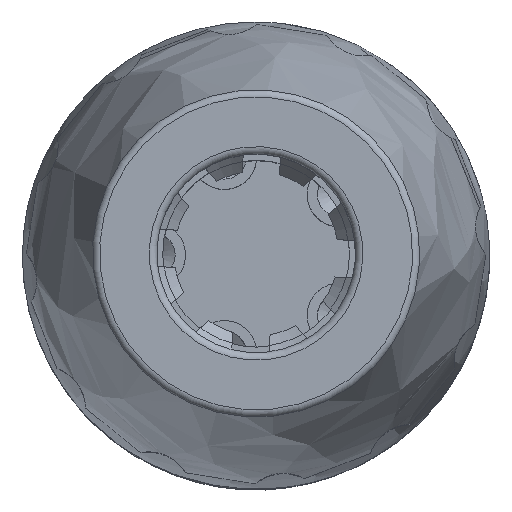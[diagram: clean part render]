
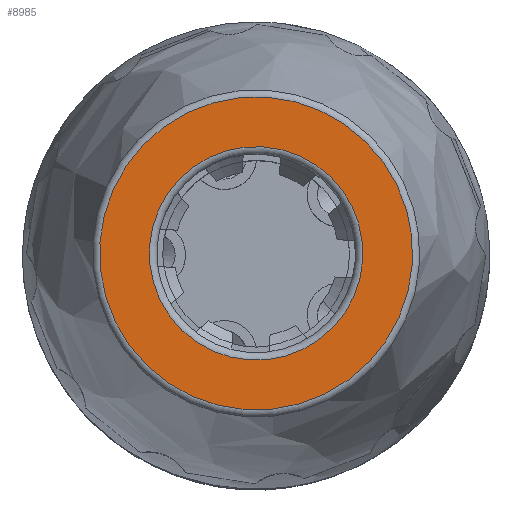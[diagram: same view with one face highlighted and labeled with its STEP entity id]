
A CAD part, top view. The second image highlights one B-rep face of the part: STEP entity #8985.
In plain terms, the highlighted planar face has unit normal (0, 0, 1).
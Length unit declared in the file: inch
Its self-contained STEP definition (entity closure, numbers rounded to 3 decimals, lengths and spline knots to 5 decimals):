
#434=FACE_BOUND('',#1269,.T.);
#496=PLANE('',#9718);
#730=FACE_OUTER_BOUND('',#1268,.T.);
#1268=EDGE_LOOP('',(#6027,#6028));
#1269=EDGE_LOOP('',(#6029,#6030));
#1865=CIRCLE('',#9712,0.14287);
#1866=CIRCLE('',#9713,0.14287);
#1870=CIRCLE('',#9719,0.20942);
#1871=CIRCLE('',#9720,0.20942);
#3637=VERTEX_POINT('',#13068);
#3638=VERTEX_POINT('',#13070);
#3641=VERTEX_POINT('',#13081);
#3642=VERTEX_POINT('',#13082);
#4592=EDGE_CURVE('',#3637,#3638,#1865,.T.);
#4593=EDGE_CURVE('',#3638,#3637,#1866,.T.);
#4598=EDGE_CURVE('',#3641,#3642,#1870,.T.);
#4599=EDGE_CURVE('',#3642,#3641,#1871,.T.);
#6027=ORIENTED_EDGE('',*,*,#4598,.F.);
#6028=ORIENTED_EDGE('',*,*,#4599,.F.);
#6029=ORIENTED_EDGE('',*,*,#4593,.F.);
#6030=ORIENTED_EDGE('',*,*,#4592,.F.);
#8985=ADVANCED_FACE('',(#730,#434),#496,.T.);
#9712=AXIS2_PLACEMENT_3D('',#13071,#10603,#10604);
#9713=AXIS2_PLACEMENT_3D('',#13072,#10605,#10606);
#9718=AXIS2_PLACEMENT_3D('',#13080,#10616,#10617);
#9719=AXIS2_PLACEMENT_3D('',#13083,#10618,#10619);
#9720=AXIS2_PLACEMENT_3D('',#13084,#10620,#10621);
#10603=DIRECTION('center_axis',(0.,0.,1.));
#10604=DIRECTION('ref_axis',(-1.,0.,0.));
#10605=DIRECTION('center_axis',(0.,0.,1.));
#10606=DIRECTION('ref_axis',(-1.,0.,0.));
#10616=DIRECTION('center_axis',(0.,0.,1.));
#10617=DIRECTION('ref_axis',(1.,0.,0.));
#10618=DIRECTION('center_axis',(0.,0.,-1.));
#10619=DIRECTION('ref_axis',(-1.,0.,0.));
#10620=DIRECTION('center_axis',(0.,0.,-1.));
#10621=DIRECTION('ref_axis',(-1.,0.,0.));
#13068=CARTESIAN_POINT('',(-0.14287,0.,0.76969));
#13070=CARTESIAN_POINT('',(0.14287,0.,0.76969));
#13071=CARTESIAN_POINT('Origin',(0.,0.,0.76969));
#13072=CARTESIAN_POINT('Origin',(0.,0.,0.76969));
#13080=CARTESIAN_POINT('Origin',(0.1747,0.,0.76969));
#13081=CARTESIAN_POINT('',(0.20942,0.,0.76969));
#13082=CARTESIAN_POINT('',(-0.20942,0.,0.76969));
#13083=CARTESIAN_POINT('Origin',(0.,0.,0.76969));
#13084=CARTESIAN_POINT('Origin',(0.,0.,0.76969));
